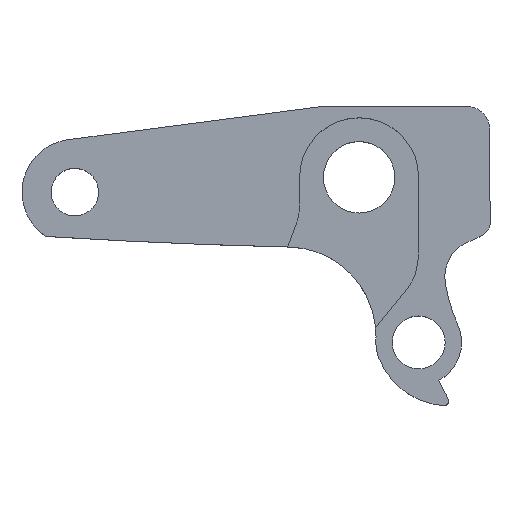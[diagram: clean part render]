
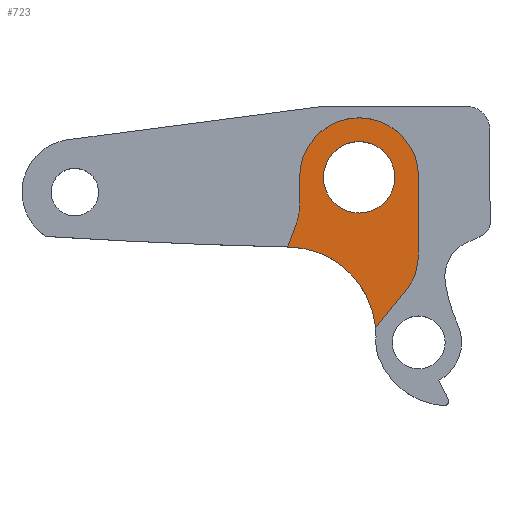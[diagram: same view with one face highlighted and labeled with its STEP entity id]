
A CAD part, top view. The second image highlights one B-rep face of the part: STEP entity #723.
In plain terms, the highlighted planar face has unit normal (0, 0, 1).
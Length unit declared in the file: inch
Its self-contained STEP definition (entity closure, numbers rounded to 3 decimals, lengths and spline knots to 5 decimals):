
#4 = CIRCLE ( 'NONE', #1234, 0.59608 ) ;
#9 = CARTESIAN_POINT ( 'NONE',  ( 0., 0., -0.1378 ) ) ;
#52 = LINE ( 'NONE', #1948, #884 ) ;
#75 = ORIENTED_EDGE ( 'NONE', *, *, #587, .T. ) ;
#124 = AXIS2_PLACEMENT_3D ( 'NONE', #209, #609, #223 ) ;
#129 = CARTESIAN_POINT ( 'NONE',  ( -0.3937, -0.1763, -0.1378 ) ) ;
#153 = EDGE_LOOP ( 'NONE', ( #75, #1522 ) ) ;
#163 = ORIENTED_EDGE ( 'NONE', *, *, #675, .T. ) ;
#168 = FACE_OUTER_BOUND ( 'NONE', #380, .T. ) ;
#207 = CIRCLE ( 'NONE', #1718, 0.23622 ) ;
#209 = CARTESIAN_POINT ( 'NONE',  ( 0., 0., -0.1378 ) ) ;
#223 = DIRECTION ( 'NONE',  ( -1., 0., 0. ) ) ;
#226 = AXIS2_PLACEMENT_3D ( 'NONE', #1523, #2168, #1383 ) ;
#248 = CARTESIAN_POINT ( 'NONE',  ( 0.47244, 39.52756, -0.1378 ) ) ;
#264 = DIRECTION ( 'NONE',  ( 0., 0., -1. ) ) ;
#275 = DIRECTION ( 'NONE',  ( -1., 0., 0. ) ) ;
#282 = DIRECTION ( 'NONE',  ( 0., 0., 1. ) ) ;
#286 = VERTEX_POINT ( 'NONE', #1312 ) ;
#288 = VERTEX_POINT ( 'NONE', #1324 ) ;
#329 = DIRECTION ( 'NONE',  ( 0., 0., 1. ) ) ;
#341 = CARTESIAN_POINT ( 'NONE',  ( 0.3937, 0., -0.1378 ) ) ;
#366 = EDGE_CURVE ( 'NONE', #1154, #1044, #1879, .T. ) ;
#380 = EDGE_LOOP ( 'NONE', ( #1017, #1196, #524, #465, #163, #1618, #415, #1871, #1069, #892, #594 ) ) ;
#381 = CARTESIAN_POINT ( 'NONE',  ( -0.06184, -0.63252, -0.1378 ) ) ;
#405 = DIRECTION ( 'NONE',  ( 0., 0., 1. ) ) ;
#415 = ORIENTED_EDGE ( 'NONE', *, *, #1516, .F. ) ;
#422 = VECTOR ( 'NONE', #725, 39.37008 ) ;
#438 = VERTEX_POINT ( 'NONE', #1423 ) ;
#465 = ORIENTED_EDGE ( 'NONE', *, *, #945, .T. ) ;
#482 = DIRECTION ( 'NONE',  ( 1., 0., 0. ) ) ;
#510 = DIRECTION ( 'NONE',  ( 0.342, 0.94, 0. ) ) ;
#524 = ORIENTED_EDGE ( 'NONE', *, *, #1301, .F. ) ;
#531 = CIRCLE ( 'NONE', #947, 0.7 ) ;
#540 = VERTEX_POINT ( 'NONE', #1911 ) ;
#546 = DIRECTION ( 'NONE',  ( 0., 0., 1. ) ) ;
#568 = CIRCLE ( 'NONE', #1472, 0.58065 ) ;
#587 = EDGE_CURVE ( 'NONE', #1378, #737, #207, .T. ) ;
#594 = ORIENTED_EDGE ( 'NONE', *, *, #1081, .F. ) ;
#609 = DIRECTION ( 'NONE',  ( 0., 0., -1. ) ) ;
#664 = AXIS2_PLACEMENT_3D ( 'NONE', #248, #264, #275 ) ;
#675 = EDGE_CURVE ( 'NONE', #1927, #288, #875, .T. ) ;
#676 = CARTESIAN_POINT ( 'NONE',  ( 0.23622, 0., -0.1378 ) ) ;
#681 = DIRECTION ( 'NONE',  ( 1., 0., 0. ) ) ;
#723 = ADVANCED_FACE ( 'NONE', ( #1358, #168 ), #1505, .T. ) ;
#725 = DIRECTION ( 'NONE',  ( 0., 1., 0. ) ) ;
#737 = VERTEX_POINT ( 'NONE', #676 ) ;
#739 = AXIS2_PLACEMENT_3D ( 'NONE', #9, #329, #2034 ) ;
#758 = EDGE_CURVE ( 'NONE', #288, #1121, #531, .T. ) ;
#789 = VERTEX_POINT ( 'NONE', #1039 ) ;
#808 = VECTOR ( 'NONE', #2063, 39.37008 ) ;
#875 = CIRCLE ( 'NONE', #1053, 0.3 ) ;
#880 = CIRCLE ( 'NONE', #1866, 0.23622 ) ;
#884 = VECTOR ( 'NONE', #2058, 39.37008 ) ;
#892 = ORIENTED_EDGE ( 'NONE', *, *, #366, .F. ) ;
#938 = EDGE_CURVE ( 'NONE', #789, #286, #1077, .T. ) ;
#942 = VERTEX_POINT ( 'NONE', #1621 ) ;
#945 = EDGE_CURVE ( 'NONE', #540, #1927, #52, .T. ) ;
#947 = AXIS2_PLACEMENT_3D ( 'NONE', #2049, #546, #2015 ) ;
#971 = DIRECTION ( 'NONE',  ( -1., 0., 0. ) ) ;
#1017 = ORIENTED_EDGE ( 'NONE', *, *, #1265, .F. ) ;
#1021 = CARTESIAN_POINT ( 'NONE',  ( -0.3937, 0., -0.1378 ) ) ;
#1039 = CARTESIAN_POINT ( 'NONE',  ( -0.3937, 0., -0.1378 ) ) ;
#1044 = VERTEX_POINT ( 'NONE', #129 ) ;
#1053 = AXIS2_PLACEMENT_3D ( 'NONE', #1786, #282, #482 ) ;
#1069 = ORIENTED_EDGE ( 'NONE', *, *, #1517, .F. ) ;
#1076 = DIRECTION ( 'NONE',  ( 1., 0., 0. ) ) ;
#1077 = CIRCLE ( 'NONE', #124, 0.3937 ) ;
#1081 = EDGE_CURVE ( 'NONE', #942, #1154, #1316, .T. ) ;
#1121 = VERTEX_POINT ( 'NONE', #1573 ) ;
#1154 = VERTEX_POINT ( 'NONE', #1387 ) ;
#1187 = VERTEX_POINT ( 'NONE', #381 ) ;
#1192 = CARTESIAN_POINT ( 'NONE',  ( 0.31999, -0.73457, -0.1378 ) ) ;
#1196 = ORIENTED_EDGE ( 'NONE', *, *, #1520, .F. ) ;
#1234 = AXIS2_PLACEMENT_3D ( 'NONE', #1434, #405, #1076 ) ;
#1265 = EDGE_CURVE ( 'NONE', #438, #942, #1620, .T. ) ;
#1299 = CARTESIAN_POINT ( 'NONE',  ( 0., 0., -0.1378 ) ) ;
#1301 = EDGE_CURVE ( 'NONE', #540, #1187, #4, .T. ) ;
#1312 = CARTESIAN_POINT ( 'NONE',  ( 0.3937, 0., -0.1378 ) ) ;
#1316 = LINE ( 'NONE', #1977, #1651 ) ;
#1322 = DIRECTION ( 'NONE',  ( 0., 0., -1. ) ) ;
#1324 = CARTESIAN_POINT ( 'NONE',  ( 0.38184, -0.60066, -0.1378 ) ) ;
#1358 = FACE_BOUND ( 'NONE', #153, .T. ) ;
#1372 = LINE ( 'NONE', #341, #808 ) ;
#1378 = VERTEX_POINT ( 'NONE', #1669 ) ;
#1383 = DIRECTION ( 'NONE',  ( 1., 0., 0. ) ) ;
#1387 = CARTESIAN_POINT ( 'NONE',  ( -0.41744, -0.31095, -0.1378 ) ) ;
#1423 = CARTESIAN_POINT ( 'NONE',  ( -0.45993, -0.46157, -0.1378 ) ) ;
#1434 = CARTESIAN_POINT ( 'NONE',  ( -0.4844, -1.05295, -0.1378 ) ) ;
#1444 = CARTESIAN_POINT ( 'NONE',  ( 0., 0., -0.1378 ) ) ;
#1472 = AXIS2_PLACEMENT_3D ( 'NONE', #1868, #1512, #681 ) ;
#1505 = PLANE ( 'NONE',  #739 ) ;
#1512 = DIRECTION ( 'NONE',  ( 0., 0., 1. ) ) ;
#1516 = EDGE_CURVE ( 'NONE', #286, #1121, #1372, .T. ) ;
#1517 = EDGE_CURVE ( 'NONE', #1044, #789, #1902, .T. ) ;
#1520 = EDGE_CURVE ( 'NONE', #1187, #438, #568, .T. ) ;
#1522 = ORIENTED_EDGE ( 'NONE', *, *, #1843, .T. ) ;
#1523 = CARTESIAN_POINT ( 'NONE',  ( -0.7874, -0.1763, -0.1378 ) ) ;
#1573 = CARTESIAN_POINT ( 'NONE',  ( 0.3937, -0.47236, -0.1378 ) ) ;
#1618 = ORIENTED_EDGE ( 'NONE', *, *, #758, .T. ) ;
#1620 = CIRCLE ( 'NONE', #664, 40. ) ;
#1621 = CARTESIAN_POINT ( 'NONE',  ( -0.47216, -0.46129, -0.1378 ) ) ;
#1651 = VECTOR ( 'NONE', #510, 39.37008 ) ;
#1669 = CARTESIAN_POINT ( 'NONE',  ( -0.23622, 0., -0.1378 ) ) ;
#1718 = AXIS2_PLACEMENT_3D ( 'NONE', #1444, #1322, #971 ) ;
#1786 = CARTESIAN_POINT ( 'NONE',  ( 0.08692, -0.54568, -0.1378 ) ) ;
#1829 = DIRECTION ( 'NONE',  ( 0., 0., -1. ) ) ;
#1843 = EDGE_CURVE ( 'NONE', #737, #1378, #880, .T. ) ;
#1866 = AXIS2_PLACEMENT_3D ( 'NONE', #1299, #1829, #2156 ) ;
#1868 = CARTESIAN_POINT ( 'NONE',  ( -0.47346, -1.04206, -0.1378 ) ) ;
#1871 = ORIENTED_EDGE ( 'NONE', *, *, #938, .F. ) ;
#1879 = CIRCLE ( 'NONE', #226, 0.3937 ) ;
#1902 = LINE ( 'NONE', #1021, #422 ) ;
#1911 = CARTESIAN_POINT ( 'NONE',  ( 0.10886, -0.99508, -0.1378 ) ) ;
#1927 = VERTEX_POINT ( 'NONE', #1192 ) ;
#1948 = CARTESIAN_POINT ( 'NONE',  ( 0.55245, -0.44774, -0.1378 ) ) ;
#1977 = CARTESIAN_POINT ( 'NONE',  ( -0.41744, -0.31095, -0.1378 ) ) ;
#2015 = DIRECTION ( 'NONE',  ( 1., 0., 0. ) ) ;
#2034 = DIRECTION ( 'NONE',  ( -1., 0., 0. ) ) ;
#2049 = CARTESIAN_POINT ( 'NONE',  ( -0.3063, -0.47236, -0.1378 ) ) ;
#2058 = DIRECTION ( 'NONE',  ( 0.63, 0.777, 0. ) ) ;
#2063 = DIRECTION ( 'NONE',  ( 0., -1., 0. ) ) ;
#2156 = DIRECTION ( 'NONE',  ( -1., 0., 0. ) ) ;
#2168 = DIRECTION ( 'NONE',  ( 0., 0., 1. ) ) ;
